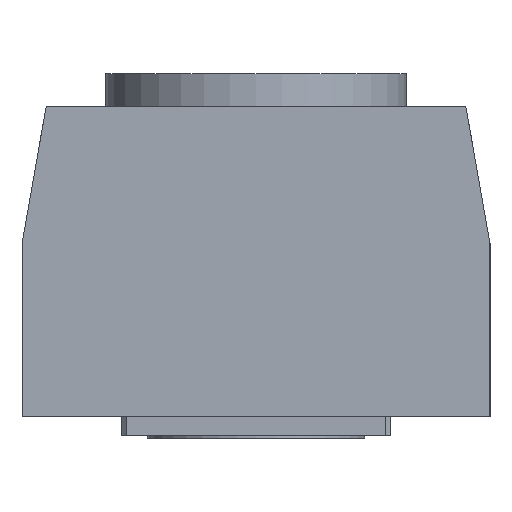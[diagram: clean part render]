
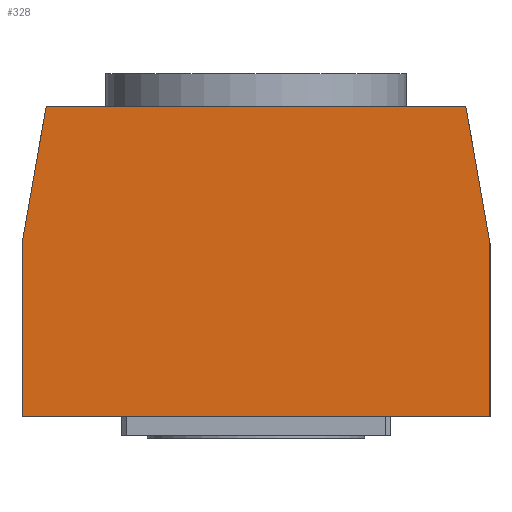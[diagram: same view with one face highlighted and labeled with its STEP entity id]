
A CAD part, left-side view. The second image highlights one B-rep face of the part: STEP entity #328.
In plain terms, the highlighted planar face has unit normal (-1, 0, 0).
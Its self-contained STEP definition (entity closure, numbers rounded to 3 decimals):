
#78=FACE_OUTER_BOUND('',#479,.T.);
#138=LINE('',#1716,#236);
#161=LINE('',#1764,#259);
#176=LINE('',#1809,#274);
#177=LINE('',#1811,#275);
#178=LINE('',#1812,#276);
#179=LINE('',#1814,#277);
#236=VECTOR('',#1328,1.);
#259=VECTOR('',#1353,1.);
#274=VECTOR('',#1412,1.);
#275=VECTOR('',#1413,1.);
#276=VECTOR('',#1414,1.);
#277=VECTOR('',#1415,1.);
#328=ADVANCED_FACE('',(#78),#386,.F.);
#386=PLANE('',#1175);
#479=EDGE_LOOP('',(#665,#666,#667,#668,#669,#670));
#665=ORIENTED_EDGE('',*,*,#975,.F.);
#666=ORIENTED_EDGE('',*,*,#998,.F.);
#667=ORIENTED_EDGE('',*,*,#999,.F.);
#668=ORIENTED_EDGE('',*,*,#952,.F.);
#669=ORIENTED_EDGE('',*,*,#1000,.F.);
#670=ORIENTED_EDGE('',*,*,#1001,.F.);
#849=VERTEX_POINT('',#1717);
#850=VERTEX_POINT('',#1718);
#870=VERTEX_POINT('',#1759);
#872=VERTEX_POINT('',#1763);
#881=VERTEX_POINT('',#1810);
#882=VERTEX_POINT('',#1813);
#952=EDGE_CURVE('',#849,#850,#138,.T.);
#975=EDGE_CURVE('',#872,#870,#161,.T.);
#998=EDGE_CURVE('',#881,#872,#176,.T.);
#999=EDGE_CURVE('',#850,#881,#177,.T.);
#1000=EDGE_CURVE('',#882,#849,#178,.T.);
#1001=EDGE_CURVE('',#870,#882,#179,.T.);
#1175=AXIS2_PLACEMENT_3D('',#1815,#1416,#1417);
#1328=DIRECTION('',(0.,1.,0.));
#1353=DIRECTION('',(0.,-1.,0.));
#1412=DIRECTION('',(0.,-0.174,0.985));
#1413=DIRECTION('',(0.,0.,1.));
#1414=DIRECTION('',(0.,0.,-1.));
#1415=DIRECTION('',(0.,-0.174,-0.985));
#1416=DIRECTION('',(1.,0.,0.));
#1417=DIRECTION('',(0.,1.,0.));
#1716=CARTESIAN_POINT('',(-91.,-43.,-46.));
#1717=CARTESIAN_POINT('',(-91.,-43.,-46.));
#1718=CARTESIAN_POINT('',(-91.,43.,-46.));
#1759=CARTESIAN_POINT('',(-91.,-38.557,11.));
#1763=CARTESIAN_POINT('',(-91.,38.557,11.));
#1764=CARTESIAN_POINT('',(-91.,38.557,11.));
#1809=CARTESIAN_POINT('',(-91.,43.,-14.2));
#1810=CARTESIAN_POINT('',(-91.,43.,-14.2));
#1811=CARTESIAN_POINT('',(-91.,43.,-46.));
#1812=CARTESIAN_POINT('',(-91.,-43.,-14.2));
#1813=CARTESIAN_POINT('',(-91.,-43.,-14.2));
#1814=CARTESIAN_POINT('',(-91.,-38.557,11.));
#1815=CARTESIAN_POINT('',(-91.,-43.,11.));
